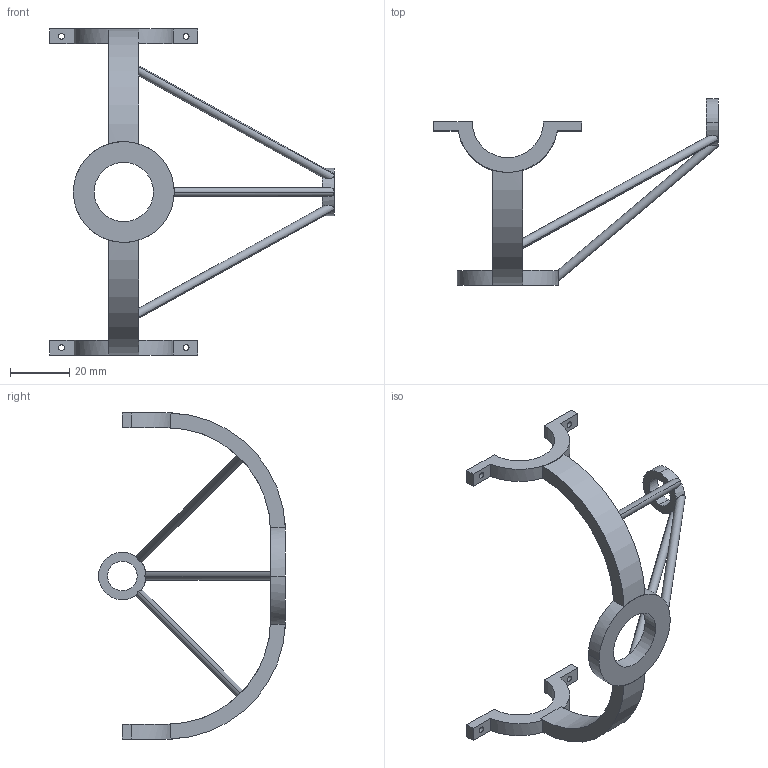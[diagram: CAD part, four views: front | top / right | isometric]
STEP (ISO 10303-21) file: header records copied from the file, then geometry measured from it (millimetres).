
FILE_DESCRIPTION(('produced by SPATIAL CORP'),'2;1');
FILE_NAME('switch_mech.hh.sat.stp' ,'2002-04-12T11:55:12+00:00',('SPATIAL CORP'),('SPATIAL CORP'), 'ACIS STEP Husk','http://www.spatial.com','SPATIAL CORP');
FILE_SCHEMA(('CONFIG_CONTROL_DESIGN'));
Length unit declared in the file: millimetre
Products named in the file (1): PRODUCT_ID_1
Bounding box: 96 x 63 x 110 mm (x, y, z)
Volume: 13351.2 mm3; surface area: 10355.7 mm2
Topology: 1 solids, 1 shells, 57 faces, 176 edges, 117 vertices
Faces by surface type: cylinder 30, plane 27
Entity records: 2007 total; most frequent: CARTESIAN_POINT 490, ORIENTED_EDGE 352, DIRECTION 246, EDGE_CURVE 176, VERTEX_POINT 117, AXIS2_PLACEMENT_3D 85, VECTOR 76, LINE 76
